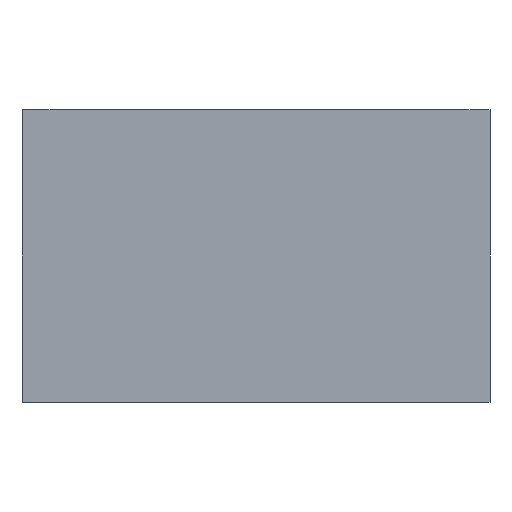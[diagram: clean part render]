
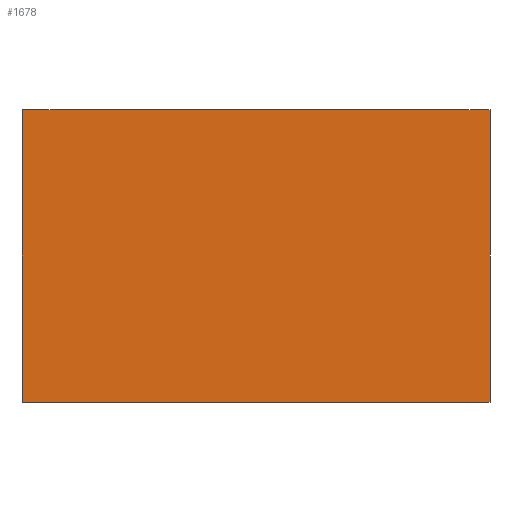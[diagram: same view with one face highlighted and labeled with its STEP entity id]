
A CAD part, front view. The second image highlights one B-rep face of the part: STEP entity #1678.
In plain terms, the highlighted planar face has unit normal (0, -1, 0).
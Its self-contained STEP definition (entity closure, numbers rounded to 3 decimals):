
#751 = VERTEX_POINT('',#752);
#752 = CARTESIAN_POINT('',(0.,0.,25.));
#758 = EDGE_CURVE('',#759,#751,#761,.T.);
#759 = VERTEX_POINT('',#760);
#760 = CARTESIAN_POINT('',(40.,0.,25.));
#761 = LINE('',#762,#763);
#762 = CARTESIAN_POINT('',(40.,0.,25.));
#763 = VECTOR('',#764,1.);
#764 = DIRECTION('',(-1.,0.,0.));
#830 = EDGE_CURVE('',#831,#751,#833,.T.);
#831 = VERTEX_POINT('',#832);
#832 = CARTESIAN_POINT('',(0.,0.,0.));
#833 = LINE('',#834,#835);
#834 = CARTESIAN_POINT('',(0.,0.,0.));
#835 = VECTOR('',#836,1.);
#836 = DIRECTION('',(0.,0.,1.));
#866 = VERTEX_POINT('',#867);
#867 = CARTESIAN_POINT('',(40.,0.,0.));
#873 = EDGE_CURVE('',#866,#831,#874,.T.);
#874 = LINE('',#875,#876);
#875 = CARTESIAN_POINT('',(40.,0.,0.));
#876 = VECTOR('',#877,1.);
#877 = DIRECTION('',(-1.,0.,0.));
#1045 = EDGE_CURVE('',#866,#759,#1046,.T.);
#1046 = LINE('',#1047,#1048);
#1047 = CARTESIAN_POINT('',(40.,0.,0.));
#1048 = VECTOR('',#1049,1.);
#1049 = DIRECTION('',(0.,0.,1.));
#1678 = ADVANCED_FACE('',(#1679),#1685,.T.);
#1679 = FACE_BOUND('',#1680,.T.);
#1680 = EDGE_LOOP('',(#1681,#1682,#1683,#1684));
#1681 = ORIENTED_EDGE('',*,*,#1045,.T.);
#1682 = ORIENTED_EDGE('',*,*,#758,.T.);
#1683 = ORIENTED_EDGE('',*,*,#830,.F.);
#1684 = ORIENTED_EDGE('',*,*,#873,.F.);
#1685 = PLANE('',#1686);
#1686 = AXIS2_PLACEMENT_3D('',#1687,#1688,#1689);
#1687 = CARTESIAN_POINT('',(40.,0.,0.));
#1688 = DIRECTION('',(0.,-1.,0.));
#1689 = DIRECTION('',(-1.,0.,0.));
